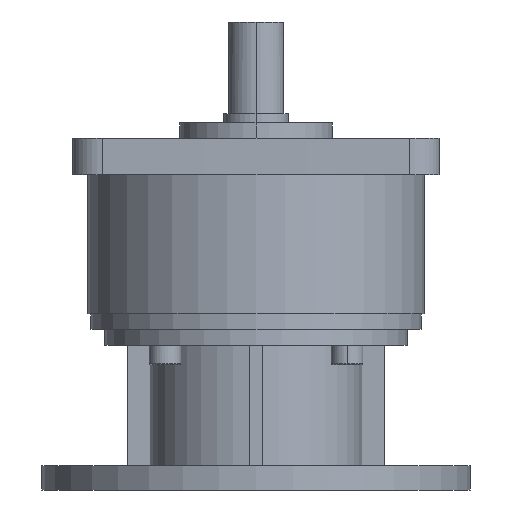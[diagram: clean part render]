
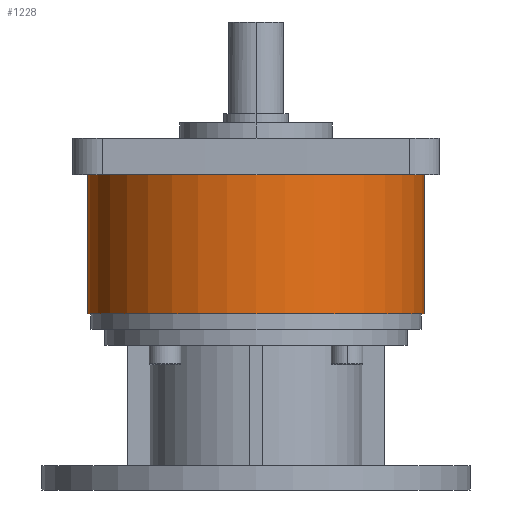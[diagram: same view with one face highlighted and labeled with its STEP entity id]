
A CAD part, front view. The second image highlights one B-rep face of the part: STEP entity #1228.
In plain terms, the highlighted cylindrical face has radius 55 mm (diameter 110 mm), a partial arc.
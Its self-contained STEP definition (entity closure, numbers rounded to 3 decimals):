
#29 = DIRECTION ( 'NONE',  ( 0., 0., 1. ) ) ;
#200 = DIRECTION ( 'NONE',  ( 1., 0., 0. ) ) ;
#220 = AXIS2_PLACEMENT_3D ( 'NONE', #1487, #4210, #1162 ) ;
#371 = CARTESIAN_POINT ( 'NONE',  ( -55., -16., -12. ) ) ;
#422 = ORIENTED_EDGE ( 'NONE', *, *, #3272, .F. ) ;
#485 = EDGE_LOOP ( 'NONE', ( #3586, #2027, #605, #422 ) ) ;
#605 = ORIENTED_EDGE ( 'NONE', *, *, #2500, .T. ) ;
#615 = DIRECTION ( 'NONE',  ( 0., 0., 1. ) ) ;
#671 = LINE ( 'NONE', #371, #1399 ) ;
#742 = CIRCLE ( 'NONE', #1539, 55. ) ;
#779 = CYLINDRICAL_SURFACE ( 'NONE', #2384, 55. ) ;
#793 = CIRCLE ( 'NONE', #220, 55. ) ;
#813 = EDGE_CURVE ( 'NONE', #2472, #4161, #793, .T. ) ;
#945 = DIRECTION ( 'NONE',  ( 1., 0., 0. ) ) ;
#1162 = DIRECTION ( 'NONE',  ( 1., 0., 0. ) ) ;
#1205 = CARTESIAN_POINT ( 'NONE',  ( -55., -16., -57.45 ) ) ;
#1228 = ADVANCED_FACE ( 'NONE', ( #3187 ), #779, .T. ) ;
#1399 = VECTOR ( 'NONE', #29, 1000. ) ;
#1434 = EDGE_CURVE ( 'NONE', #2472, #1605, #671, .T. ) ;
#1487 = CARTESIAN_POINT ( 'NONE',  ( 0., -16., -57.45 ) ) ;
#1512 = VECTOR ( 'NONE', #1604, 1000. ) ;
#1539 = AXIS2_PLACEMENT_3D ( 'NONE', #3561, #3898, #200 ) ;
#1604 = DIRECTION ( 'NONE',  ( 0., 0., 1. ) ) ;
#1605 = VERTEX_POINT ( 'NONE', #3804 ) ;
#1614 = LINE ( 'NONE', #3589, #1512 ) ;
#1913 = CARTESIAN_POINT ( 'NONE',  ( 55., -16., -57.45 ) ) ;
#2027 = ORIENTED_EDGE ( 'NONE', *, *, #813, .T. ) ;
#2384 = AXIS2_PLACEMENT_3D ( 'NONE', #3273, #615, #945 ) ;
#2472 = VERTEX_POINT ( 'NONE', #1205 ) ;
#2500 = EDGE_CURVE ( 'NONE', #4161, #3708, #1614, .T. ) ;
#3187 = FACE_OUTER_BOUND ( 'NONE', #485, .T. ) ;
#3272 = EDGE_CURVE ( 'NONE', #1605, #3708, #742, .T. ) ;
#3273 = CARTESIAN_POINT ( 'NONE',  ( 0., -16., -12. ) ) ;
#3561 = CARTESIAN_POINT ( 'NONE',  ( 0., -16., -12. ) ) ;
#3586 = ORIENTED_EDGE ( 'NONE', *, *, #1434, .F. ) ;
#3589 = CARTESIAN_POINT ( 'NONE',  ( 55., -16., -12. ) ) ;
#3708 = VERTEX_POINT ( 'NONE', #3951 ) ;
#3804 = CARTESIAN_POINT ( 'NONE',  ( -55., -16., -12. ) ) ;
#3898 = DIRECTION ( 'NONE',  ( 0., 0., 1. ) ) ;
#3951 = CARTESIAN_POINT ( 'NONE',  ( 55., -16., -12. ) ) ;
#4161 = VERTEX_POINT ( 'NONE', #1913 ) ;
#4210 = DIRECTION ( 'NONE',  ( 0., 0., 1. ) ) ;
